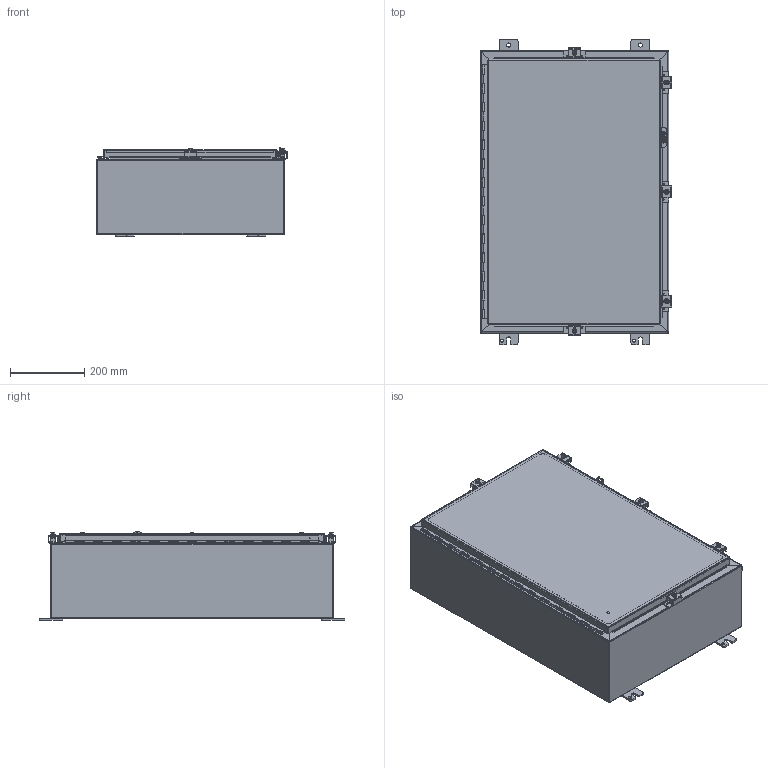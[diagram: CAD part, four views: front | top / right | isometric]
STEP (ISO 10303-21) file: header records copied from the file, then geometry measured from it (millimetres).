
FILE_DESCRIPTION (( 'STEP AP214' ), '1' );
FILE_NAME ('N4302008.STEP', '2016-02-04T13:45:30', ( '' ), ( '' ), 'SwSTEP 2.0', 'SolidWorks 2014', '' );
FILE_SCHEMA (( 'AUTOMOTIVE_DESIGN' ));
Length unit declared in the file: inch
Products named in the file (19): 328106L_1; 328106T_1; N43020LID_1; 38846_1; 28x18_1; 32911_1; N4302008BKP_1; 38420_1; 34840_1; N4302008; 30817_1; 30824_1; HFW30825-4_1; HFW30825-3_1; HFW30825-2_1; 30824-1_1; 388116_1; 328106_1; 328106P-1_1
Assembly tree (32 placements, depth 3):
  N4302008
    34840_1  x4
    38420_1
    N4302008BKP_1
    32911_1
    28x18_1
    38846_1
    N43020LID_1
    328106_1
      328106T_1
      328106L_1
      328106P-1_1
    388116_1  x4
    30824_1  x5
      30824-1_1
      HFW30825-2_1
      HFW30825-3_1
      HFW30825-4_1
    30817_1  x5
Bounding box: 515.89 x 825.5 x 239.02 mm (x, y, z)
Volume: 3001443 mm3; surface area: 3091037 mm2
Topology: 42 solids, 42 shells, 1923 faces, 4953 edges, 3188 vertices
Faces by surface type: cylinder 869, plane 755, bspline 157, torus 80, cone 32, sphere 30
Entity records: 48899 total; most frequent: CARTESIAN_POINT 11935, DIRECTION 5701, ORIENTED_EDGE 5514, EDGE_CURVE 2757, AXIS2_PLACEMENT_3D 2063, VERTEX_POINT 1770, VECTOR 1575, LINE 1575
